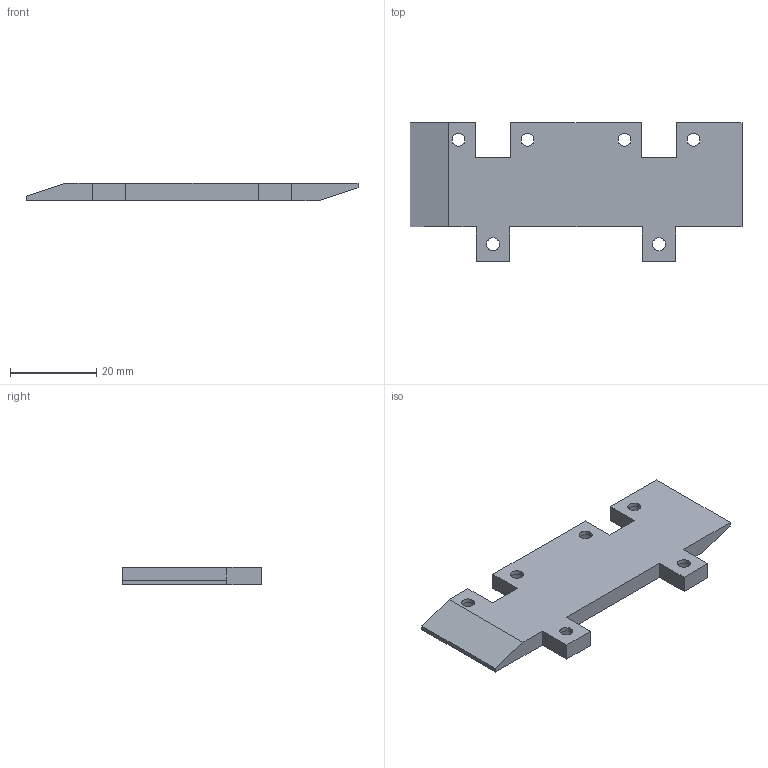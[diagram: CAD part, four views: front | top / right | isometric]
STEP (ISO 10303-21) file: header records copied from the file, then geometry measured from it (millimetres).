
FILE_DESCRIPTION (( 'STEP AP214' ), '1' );
FILE_NAME ('誘啣x2.ST', '2024-10-13T07:58:34', ( '' ), ( '' ), 'SwSTEP 2.0', 'SolidWorks 2024', '' );
FILE_SCHEMA (( 'AUTOMOTIVE_DESIGN' ));
Length unit declared in the file: millimetre
Products named in the file (1): 护板x2
Bounding box: 77 x 32.2 x 4 mm (x, y, z)
Volume: 6223.5 mm3; surface area: 4914.2 mm2
Topology: 1 solids, 1 shells, 54 faces, 141 edges, 94 vertices
Faces by surface type: plane 30, cylinder 24
Entity records: 1720 total; most frequent: DIRECTION 297, CARTESIAN_POINT 296, ORIENTED_EDGE 282, EDGE_CURVE 141, AXIS2_PLACEMENT_3D 103, VERTEX_POINT 94, VECTOR 91, LINE 91
